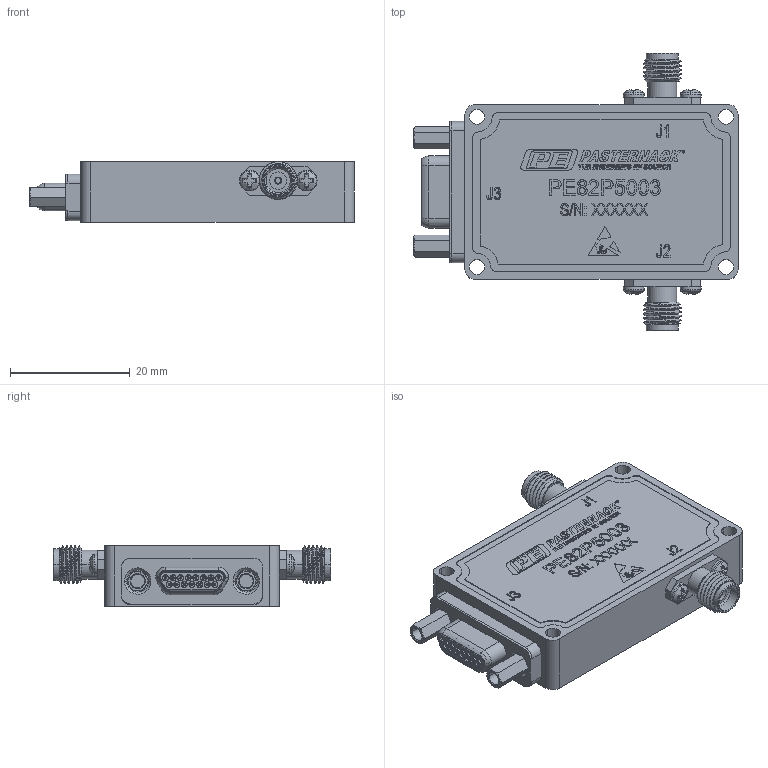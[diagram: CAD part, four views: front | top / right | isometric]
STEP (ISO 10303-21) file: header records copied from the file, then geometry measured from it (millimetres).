
FILE_DESCRIPTION (( 'STEP AP203' ), '1' );
FILE_NAME ('PE82P5003.step', '2019-01-08T21:53:21', ( '' ), ( '' ), 'SwSTEP 2.0', 'SolidWorks 2017', '' );
FILE_SCHEMA (( 'CONFIG_CONTROL_DESIGN' ));
Length unit declared in the file: inch
Products named in the file (1): PE82P5003
Bounding box: 54.25 x 46.48 x 10.16 mm (x, y, z)
Volume: 14354.4 mm3; surface area: 5954.9 mm2
Topology: 1 solids, 7 shells, 1511 faces, 4021 edges, 2635 vertices
Faces by surface type: plane 815, bspline 306, cylinder 260, cone 94, torus 36
Entity records: 63783 total; most frequent: CARTESIAN_POINT 28586, ORIENTED_EDGE 7982, DIRECTION 6006, EDGE_CURVE 3991, VERTEX_POINT 2635, LINE 2456, VECTOR 2456, AXIS2_PLACEMENT_3D 1775
